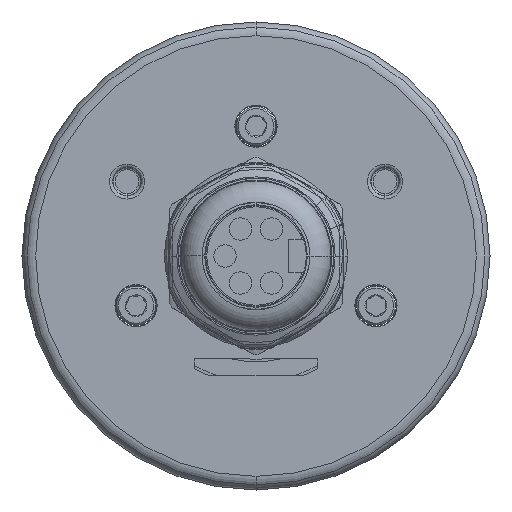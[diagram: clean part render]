
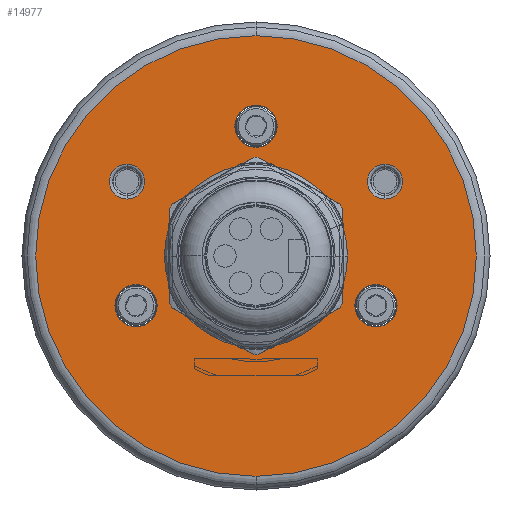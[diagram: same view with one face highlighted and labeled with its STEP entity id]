
A CAD part, front view. The second image highlights one B-rep face of the part: STEP entity #14977.
In plain terms, the highlighted face is planar.
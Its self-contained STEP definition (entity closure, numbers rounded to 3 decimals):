
#13733=CARTESIAN_POINT('',(-19.,0.,0.));
#13734=DIRECTION('',(0.,1.,0.));
#13735=DIRECTION('',(0.,0.,-1.));
#13736=AXIS2_PLACEMENT_3D('',#13733,#13734,#13735);
#13738=CARTESIAN_POINT('',(-19.,0.,0.));
#13739=DIRECTION('',(0.,1.,0.));
#13740=DIRECTION('',(0.,0.,1.));
#13741=AXIS2_PLACEMENT_3D('',#13738,#13739,#13740);
#13743=CARTESIAN_POINT('',(7.271,0.,
-17.554));
#13744=DIRECTION('',(0.,1.,0.));
#13745=DIRECTION('',(0.,0.,-1.));
#13746=AXIS2_PLACEMENT_3D('',#13743,#13744,#13745);
#13748=CARTESIAN_POINT('',(7.271,0.,
-17.554));
#13749=DIRECTION('',(0.,1.,0.));
#13750=DIRECTION('',(0.,0.,1.));
#13751=AXIS2_PLACEMENT_3D('',#13748,#13749,#13750);
#13753=CARTESIAN_POINT('',(7.271,0.,
17.554));
#13754=DIRECTION('',(0.,1.,0.));
#13755=DIRECTION('',(0.,0.,-1.));
#13756=AXIS2_PLACEMENT_3D('',#13753,#13754,#13755);
#13758=CARTESIAN_POINT('',(7.271,0.,
17.554));
#13759=DIRECTION('',(0.,1.,0.));
#13760=DIRECTION('',(0.,0.,1.));
#13761=AXIS2_PLACEMENT_3D('',#13758,#13759,#13760);
#13763=CARTESIAN_POINT('',(0.,0.,0.));
#13764=DIRECTION('',(0.,-1.,0.));
#13765=DIRECTION('',(0.,0.,1.));
#13766=AXIS2_PLACEMENT_3D('',#13763,#13764,#13765);
#13768=CARTESIAN_POINT('',(0.,0.,0.));
#13769=DIRECTION('',(0.,-1.,0.));
#13770=DIRECTION('',(0.,0.,-1.));
#13771=AXIS2_PLACEMENT_3D('',#13768,#13769,#13770);
#13773=CARTESIAN_POINT('',(0.,0.,0.));
#13774=DIRECTION('',(0.,1.,0.));
#13775=DIRECTION('',(1.,0.,0.));
#13776=AXIS2_PLACEMENT_3D('',#13773,#13774,#13775);
#13778=CARTESIAN_POINT('',(0.,0.,0.));
#13779=DIRECTION('',(0.,1.,0.));
#13780=DIRECTION('',(-1.,0.,0.));
#13781=AXIS2_PLACEMENT_3D('',#13778,#13779,#13780);
#13783=CARTESIAN_POINT('',(-10.899,0.,18.88));
#13784=DIRECTION('',(0.,-1.,0.));
#13785=DIRECTION('',(-1.,0.,0.));
#13786=AXIS2_PLACEMENT_3D('',#13783,#13784,#13785);
#13788=CARTESIAN_POINT('',(-10.899,0.,18.88));
#13789=DIRECTION('',(0.,-1.,0.));
#13790=DIRECTION('',(1.,0.,0.));
#13791=AXIS2_PLACEMENT_3D('',#13788,#13789,#13790);
#13793=CARTESIAN_POINT('',(-10.899,0.,-18.88));
#13794=DIRECTION('',(0.,-1.,0.));
#13795=DIRECTION('',(-1.,0.,0.));
#13796=AXIS2_PLACEMENT_3D('',#13793,#13794,#13795);
#13798=CARTESIAN_POINT('',(-10.899,0.,-18.88));
#13799=DIRECTION('',(0.,-1.,0.));
#13800=DIRECTION('',(1.,0.,0.));
#13801=AXIS2_PLACEMENT_3D('',#13798,#13799,#13800);
#14784=CARTESIAN_POINT('',(32.25,0.,0.));
#14785=CARTESIAN_POINT('',(-32.25,0.,0.));
#14786=VERTEX_POINT('',#14784);
#14787=VERTEX_POINT('',#14785);
#14792=CARTESIAN_POINT('',(-19.,0.,-3.093));
#14793=CARTESIAN_POINT('',(-19.,0.,3.093));
#14794=VERTEX_POINT('',#14792);
#14795=VERTEX_POINT('',#14793);
#14796=CARTESIAN_POINT('',(7.271,0.,
-20.646));
#14797=CARTESIAN_POINT('',(7.271,0.,
-14.461));
#14798=VERTEX_POINT('',#14796);
#14799=VERTEX_POINT('',#14797);
#14800=CARTESIAN_POINT('',(7.271,0.,
14.461));
#14801=CARTESIAN_POINT('',(7.271,0.,
20.646));
#14802=VERTEX_POINT('',#14800);
#14803=VERTEX_POINT('',#14801);
#14804=CARTESIAN_POINT('',(0.,0.,10.699));
#14805=CARTESIAN_POINT('',(0.,0.,-10.699));
#14806=VERTEX_POINT('',#14804);
#14807=VERTEX_POINT('',#14805);
#14838=CARTESIAN_POINT('',(-13.465,0.,18.88));
#14839=CARTESIAN_POINT('',(-8.333,0.,18.88));
#14840=VERTEX_POINT('',#14838);
#14841=VERTEX_POINT('',#14839);
#14846=CARTESIAN_POINT('',(-13.465,0.,-18.88));
#14847=CARTESIAN_POINT('',(-8.333,0.,-18.88));
#14848=VERTEX_POINT('',#14846);
#14849=VERTEX_POINT('',#14847);
#14930=CARTESIAN_POINT('',(0.,0.,0.));
#14931=DIRECTION('',(0.,1.,0.));
#14932=DIRECTION('',(1.,0.,0.));
#14933=AXIS2_PLACEMENT_3D('',#14930,#14931,#14932);
#14934=PLANE('',#14933);
#14936=ORIENTED_EDGE('',*,*,#14935,.F.);
#14938=ORIENTED_EDGE('',*,*,#14937,.F.);
#14939=EDGE_LOOP('',(#14936,#14938));
#14940=FACE_OUTER_BOUND('',#14939,.F.);
#14942=ORIENTED_EDGE('',*,*,#14941,.T.);
#14944=ORIENTED_EDGE('',*,*,#14943,.T.);
#14945=EDGE_LOOP('',(#14942,#14944));
#14946=FACE_BOUND('',#14945,.F.);
#14948=ORIENTED_EDGE('',*,*,#14947,.T.);
#14950=ORIENTED_EDGE('',*,*,#14949,.T.);
#14951=EDGE_LOOP('',(#14948,#14950));
#14952=FACE_BOUND('',#14951,.F.);
#14954=ORIENTED_EDGE('',*,*,#14953,.F.);
#14956=ORIENTED_EDGE('',*,*,#14955,.F.);
#14957=EDGE_LOOP('',(#14954,#14956));
#14958=FACE_BOUND('',#14957,.F.);
#14960=ORIENTED_EDGE('',*,*,#14959,.T.);
#14962=ORIENTED_EDGE('',*,*,#14961,.T.);
#14963=EDGE_LOOP('',(#14960,#14962));
#14964=FACE_BOUND('',#14963,.F.);
#14966=ORIENTED_EDGE('',*,*,#14965,.F.);
#14968=ORIENTED_EDGE('',*,*,#14967,.F.);
#14969=EDGE_LOOP('',(#14966,#14968));
#14970=FACE_BOUND('',#14969,.F.);
#14972=ORIENTED_EDGE('',*,*,#14971,.F.);
#14974=ORIENTED_EDGE('',*,*,#14973,.F.);
#14975=EDGE_LOOP('',(#14972,#14974));
#14976=FACE_BOUND('',#14975,.F.);
#14977=ADVANCED_FACE('',(#14940,#14946,#14952,#14958,#14964,#14970,#14976),
#14934,.T.);
#13737=CIRCLE('',#13736,3.093);
#13742=CIRCLE('',#13741,3.093);
#13747=CIRCLE('',#13746,3.093);
#13752=CIRCLE('',#13751,3.093);
#13757=CIRCLE('',#13756,3.093);
#13762=CIRCLE('',#13761,3.093);
#13767=CIRCLE('',#13766,10.699);
#13772=CIRCLE('',#13771,10.699);
#13777=CIRCLE('',#13776,32.25);
#13782=CIRCLE('',#13781,32.25);
#13787=CIRCLE('',#13786,2.566);
#13792=CIRCLE('',#13791,2.566);
#13797=CIRCLE('',#13796,2.566);
#13802=CIRCLE('',#13801,2.566);
#14935=EDGE_CURVE('',#14786,#14787,#13777,.T.);
#14937=EDGE_CURVE('',#14787,#14786,#13782,.T.);
#14941=EDGE_CURVE('',#14798,#14799,#13747,.T.);
#14943=EDGE_CURVE('',#14799,#14798,#13752,.T.);
#14947=EDGE_CURVE('',#14802,#14803,#13757,.T.);
#14949=EDGE_CURVE('',#14803,#14802,#13762,.T.);
#14953=EDGE_CURVE('',#14806,#14807,#13767,.T.);
#14955=EDGE_CURVE('',#14807,#14806,#13772,.T.);
#14959=EDGE_CURVE('',#14794,#14795,#13737,.T.);
#14961=EDGE_CURVE('',#14795,#14794,#13742,.T.);
#14965=EDGE_CURVE('',#14840,#14841,#13787,.T.);
#14967=EDGE_CURVE('',#14841,#14840,#13792,.T.);
#14971=EDGE_CURVE('',#14848,#14849,#13797,.T.);
#14973=EDGE_CURVE('',#14849,#14848,#13802,.T.);
